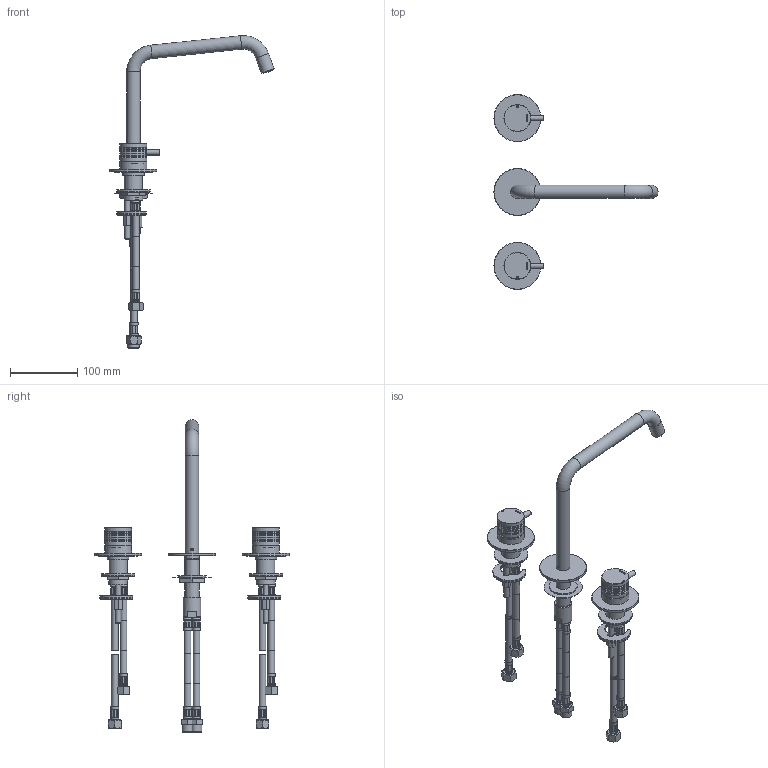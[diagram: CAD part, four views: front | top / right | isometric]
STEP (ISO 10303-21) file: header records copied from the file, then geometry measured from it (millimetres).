
FILE_DESCRIPTION(/* description */ ('Unknown'),/* implementation_level */ '2;1');
FILE_NAME(/* name */ 'AR033L',/* time_stamp */ '2023-02-06T10:53:52+01:00',/* author */ ('Unknown'),/* organization */ ('Unknown'),/* preprocessor_version */ 'ST-DEVELOPER v18.102',/* originating_system */ 'Solid Edge',/* authorisation */ 'Unknown');
FILE_SCHEMA (('AUTOMOTIVE_DESIGN {1 0 10303 214 3 1 1}'));
Length unit declared in the file: millimetre
Products named in the file (68): AR033L-00; AR031-09; AR023-06; AR033-005; TIRANTE INOX; Ar003-guarn sag staffa; Ar003staffa; ar003-dado m8; AR033-007; parte superiore M10x1; FKM-001-02; TRECCIA SUP; FKM11-006-01; BR003-002-6 bussola_aggraffatura1; parte inferiore G3-8 MASCHIO; TRECCIA INF; bussola_aggraffatura.2.1; guarnizione_inserita; codolo_cartella.1; calotta_3-8 MASCHIO; FKM11-007; FKM-001-03; parte inferiore G3-8; tubo_epdm8.2.1; treccia__S_x12.2.1 100; calotta_3-8; FKM13-04; AR001-002; 001s_13; 001s_14; 001s_15; AR033-006; AR023-001; AR023-03; AR004-08; AR023-07; AR023-05; AR023-04; AR033-03; CB003-002 ...
Assembly tree (98 placements, depth 4):
  AR033L-00
    AR031-09  x3
    AR023-06
    AR033-005  x2
      TIRANTE INOX
      Ar003-guarn sag staffa
      Ar003staffa
      ar003-dado m8
    AR033-007  x2
      parte superiore M10x1
        FKM-001-02
        TRECCIA SUP
        FKM11-006-01
        BR003-002-6 bussola_aggraffatura1
      parte inferiore G3-8 MASCHIO
        TRECCIA INF
        bussola_aggraffatura.2.1
        guarnizione_inserita
        codolo_cartella.1
        calotta_3-8 MASCHIO
    FKM11-007
      parte superiore M10x1
        FKM-001-02
        FKM-001-03
        FKM11-006-01
        BR003-002-6 bussola_aggraffatura1
      parte inferiore G3-8
        tubo_epdm8.2.1
        treccia__S_x12.2.1 100
        bussola_aggraffatura.2.1
        guarnizione_inserita
        codolo_cartella.1
        calotta_3-8
    FKM13-04  x2
    AR001-002
      001s_13
      001s_14
      001s_15
    AR033-006  x2
      parte superiore M10x1
        FKM-001-02
        TRECCIA SUP
        FKM11-006-01
        BR003-002-6 bussola_aggraffatura1
      parte inferiore G3-8
        TRECCIA INF
        bussola_aggraffatura.2.1
        guarnizione_inserita
        codolo_cartella.1
        calotta_3-8
    AR023-001
      AR023-03
      AR004-08
    AR023-07
    AR023-05
    AR023-04
    AR033-03  x2
    CB003-002
      CB003-002-1
      CB003-002-2
Bounding box: 244.4 x 290 x 465.47 mm (x, y, z)
Volume: 299840 mm3; surface area: 326461.3 mm2
Topology: 112 solids, 114 shells, 2679 faces, 6165 edges, 3878 vertices
Faces by surface type: plane 1433, cylinder 641, cone 351, torus 214, bspline 20, sphere 20
Full cylindrical faces by diameter (mm): 0.913 x2, 0.916 x2, 3 x3, 3.242 x1, 4 x9, 4.1 x2, 4.134 x2, 4.2 x2, 4.6 x6, 4.8 x2, 4.917 x2, 5 x4, 5.2 x36, 6 x8, 6.2 x6, 6.5 x4, 6.647 x6, 6.9 x8, 6.917 x8, 7 x36, 7.2 x12, 7.9 x2, 8 x10, 8.2 x2, 8.5 x3, 8.9 x4, 9 x26, 9.56 x12, 10 x20, 10.5 x12
Entity records: 42831 total; most frequent: CARTESIAN_POINT 8528, DIRECTION 5834, ORIENTED_EDGE 4820, AXIS2_PLACEMENT_3D 2443, EDGE_CURVE 2410, FACE_BOUND 1891, EDGE_LOOP 1876, VERTEX_POINT 1771
